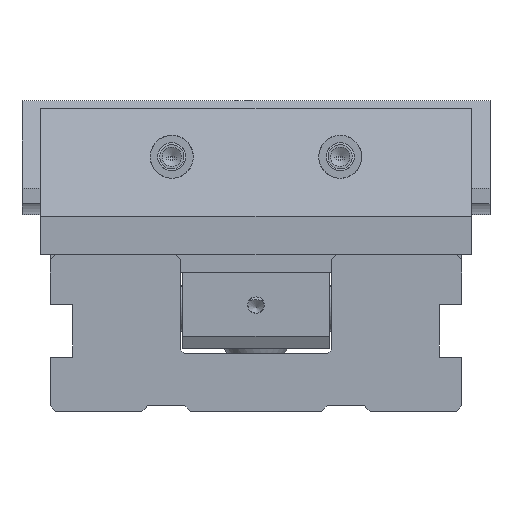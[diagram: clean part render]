
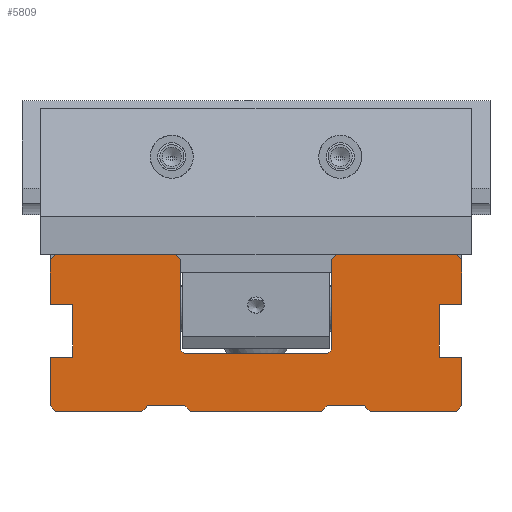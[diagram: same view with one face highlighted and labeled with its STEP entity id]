
A CAD part, front view. The second image highlights one B-rep face of the part: STEP entity #5809.
In plain terms, the highlighted planar face has unit normal (0, -1, 0).
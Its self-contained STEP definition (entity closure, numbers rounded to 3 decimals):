
#655=PLANE('',#7314);
#902=FACE_OUTER_BOUND('',#1278,.T.);
#1278=EDGE_LOOP('',(#2202,#2203,#2204,#2205,#2206,#2207,#2208,#2209,#2210,
#2211,#2212,#2213,#2214,#2215,#2216,#2217,#2218,#2219,#2220,#2221,#2222,
#2223,#2224,#2225,#2226,#2227,#2228,#2229,#2230,#2231,#2232,#2233));
#2202=ORIENTED_EDGE('',*,*,#3739,.T.);
#2203=ORIENTED_EDGE('',*,*,#3826,.T.);
#2204=ORIENTED_EDGE('',*,*,#3744,.T.);
#2205=ORIENTED_EDGE('',*,*,#3796,.F.);
#2206=ORIENTED_EDGE('',*,*,#3794,.F.);
#2207=ORIENTED_EDGE('',*,*,#3792,.F.);
#2208=ORIENTED_EDGE('',*,*,#3716,.T.);
#2209=ORIENTED_EDGE('',*,*,#3843,.T.);
#2210=ORIENTED_EDGE('',*,*,#3839,.T.);
#2211=ORIENTED_EDGE('',*,*,#3844,.T.);
#2212=ORIENTED_EDGE('',*,*,#3760,.F.);
#2213=ORIENTED_EDGE('',*,*,#3845,.T.);
#2214=ORIENTED_EDGE('',*,*,#3783,.F.);
#2215=ORIENTED_EDGE('',*,*,#3846,.T.);
#2216=ORIENTED_EDGE('',*,*,#3752,.T.);
#2217=ORIENTED_EDGE('',*,*,#3847,.T.);
#2218=ORIENTED_EDGE('',*,*,#3833,.T.);
#2219=ORIENTED_EDGE('',*,*,#3848,.T.);
#2220=ORIENTED_EDGE('',*,*,#3689,.F.);
#2221=ORIENTED_EDGE('',*,*,#3811,.F.);
#2222=ORIENTED_EDGE('',*,*,#3814,.F.);
#2223=ORIENTED_EDGE('',*,*,#3815,.F.);
#2224=ORIENTED_EDGE('',*,*,#3733,.F.);
#2225=ORIENTED_EDGE('',*,*,#3827,.T.);
#2226=ORIENTED_EDGE('',*,*,#3708,.T.);
#2227=ORIENTED_EDGE('',*,*,#3829,.T.);
#2228=ORIENTED_EDGE('',*,*,#3803,.F.);
#2229=ORIENTED_EDGE('',*,*,#3807,.T.);
#2230=ORIENTED_EDGE('',*,*,#3696,.T.);
#2231=ORIENTED_EDGE('',*,*,#3801,.T.);
#2232=ORIENTED_EDGE('',*,*,#3799,.F.);
#2233=ORIENTED_EDGE('',*,*,#3849,.T.);
#3689=EDGE_CURVE('',#6544,#6545,#4525,.T.);
#3696=EDGE_CURVE('',#6549,#6550,#4532,.T.);
#3708=EDGE_CURVE('',#6557,#6560,#4538,.T.);
#3716=EDGE_CURVE('',#6561,#6568,#4546,.T.);
#3733=EDGE_CURVE('',#6584,#6583,#4557,.T.);
#3739=EDGE_CURVE('',#6590,#6589,#4559,.T.);
#3744=EDGE_CURVE('',#6592,#6593,#4563,.T.);
#3752=EDGE_CURVE('',#6602,#6601,#4571,.T.);
#3760=EDGE_CURVE('',#6609,#6610,#4579,.T.);
#3783=EDGE_CURVE('',#6627,#6628,#4593,.T.);
#3792=EDGE_CURVE('',#6561,#6632,#4601,.T.);
#3794=EDGE_CURVE('',#6632,#6634,#4603,.T.);
#3796=EDGE_CURVE('',#6634,#6593,#4605,.T.);
#3799=EDGE_CURVE('',#6636,#6637,#4607,.T.);
#3801=EDGE_CURVE('',#6550,#6637,#4609,.T.);
#3803=EDGE_CURVE('',#6638,#6639,#4611,.T.);
#3807=EDGE_CURVE('',#6638,#6549,#4614,.T.);
#3811=EDGE_CURVE('',#6643,#6544,#4617,.T.);
#3814=EDGE_CURVE('',#6644,#6643,#4620,.T.);
#3815=EDGE_CURVE('',#6583,#6644,#4621,.T.);
#3826=EDGE_CURVE('',#6589,#6592,#4632,.T.);
#3827=EDGE_CURVE('',#6584,#6557,#4633,.T.);
#3829=EDGE_CURVE('',#6560,#6639,#4634,.T.);
#3833=EDGE_CURVE('',#6648,#6647,#4637,.T.);
#3839=EDGE_CURVE('',#6649,#6650,#4643,.T.);
#3843=EDGE_CURVE('',#6568,#6649,#4647,.T.);
#3844=EDGE_CURVE('',#6650,#6610,#4648,.T.);
#3845=EDGE_CURVE('',#6609,#6628,#4649,.T.);
#3846=EDGE_CURVE('',#6627,#6602,#4650,.T.);
#3847=EDGE_CURVE('',#6601,#6648,#4651,.T.);
#3848=EDGE_CURVE('',#6647,#6545,#4652,.T.);
#3849=EDGE_CURVE('',#6636,#6590,#4653,.T.);
#4525=LINE('',#10455,#5133);
#4532=LINE('',#10469,#5140);
#4538=LINE('',#10493,#5146);
#4546=LINE('',#10510,#5154);
#4557=LINE('',#10546,#5165);
#4559=LINE('',#10558,#5167);
#4563=LINE('',#10568,#5171);
#4571=LINE('',#10585,#5179);
#4579=LINE('',#10602,#5187);
#4593=LINE('',#10647,#5201);
#4601=LINE('',#10664,#5209);
#4603=LINE('',#10667,#5211);
#4605=LINE('',#10671,#5213);
#4607=LINE('',#10677,#5215);
#4609=LINE('',#10681,#5217);
#4611=LINE('',#10685,#5219);
#4614=LINE('',#10693,#5222);
#4617=LINE('',#10701,#5225);
#4620=LINE('',#10706,#5228);
#4621=LINE('',#10708,#5229);
#4632=LINE('',#10726,#5240);
#4633=LINE('',#10728,#5241);
#4634=LINE('',#10731,#5242);
#4637=LINE('',#10740,#5245);
#4643=LINE('',#10751,#5251);
#4647=LINE('',#10760,#5255);
#4648=LINE('',#10761,#5256);
#4649=LINE('',#10762,#5257);
#4650=LINE('',#10763,#5258);
#4651=LINE('',#10764,#5259);
#4652=LINE('',#10765,#5260);
#4653=LINE('',#10766,#5261);
#5133=VECTOR('',#8158,1.);
#5140=VECTOR('',#8167,1.);
#5146=VECTOR('',#8189,1.);
#5154=VECTOR('',#8199,1.);
#5165=VECTOR('',#8228,1.);
#5167=VECTOR('',#8240,1.);
#5171=VECTOR('',#8248,1.);
#5179=VECTOR('',#8258,1.);
#5187=VECTOR('',#8268,1.);
#5201=VECTOR('',#8308,1.);
#5209=VECTOR('',#8322,1.);
#5211=VECTOR('',#8326,1.);
#5213=VECTOR('',#8330,1.);
#5215=VECTOR('',#8336,1.);
#5217=VECTOR('',#8340,1.);
#5219=VECTOR('',#8344,1.);
#5222=VECTOR('',#8351,1.);
#5225=VECTOR('',#8360,1.);
#5228=VECTOR('',#8365,1.);
#5229=VECTOR('',#8368,1.);
#5240=VECTOR('',#8393,1.);
#5241=VECTOR('',#8396,1.);
#5242=VECTOR('',#8401,1.);
#5245=VECTOR('',#8410,1.);
#5251=VECTOR('',#8424,1.);
#5255=VECTOR('',#8430,1.);
#5256=VECTOR('',#8431,1.);
#5257=VECTOR('',#8432,1.);
#5258=VECTOR('',#8433,1.);
#5259=VECTOR('',#8434,1.);
#5260=VECTOR('',#8435,1.);
#5261=VECTOR('',#8436,1.);
#5809=ADVANCED_FACE('',(#902),#655,.T.);
#6544=VERTEX_POINT('',#10454);
#6545=VERTEX_POINT('',#10456);
#6549=VERTEX_POINT('',#10466);
#6550=VERTEX_POINT('',#10468);
#6557=VERTEX_POINT('',#10486);
#6560=VERTEX_POINT('',#10492);
#6561=VERTEX_POINT('',#10496);
#6568=VERTEX_POINT('',#10509);
#6583=VERTEX_POINT('',#10543);
#6584=VERTEX_POINT('',#10545);
#6589=VERTEX_POINT('',#10557);
#6590=VERTEX_POINT('',#10559);
#6592=VERTEX_POINT('',#10565);
#6593=VERTEX_POINT('',#10567);
#6601=VERTEX_POINT('',#10584);
#6602=VERTEX_POINT('',#10586);
#6609=VERTEX_POINT('',#10601);
#6610=VERTEX_POINT('',#10603);
#6627=VERTEX_POINT('',#10646);
#6628=VERTEX_POINT('',#10648);
#6632=VERTEX_POINT('',#10661);
#6634=VERTEX_POINT('',#10668);
#6636=VERTEX_POINT('',#10676);
#6637=VERTEX_POINT('',#10678);
#6638=VERTEX_POINT('',#10684);
#6639=VERTEX_POINT('',#10686);
#6643=VERTEX_POINT('',#10700);
#6644=VERTEX_POINT('',#10705);
#6647=VERTEX_POINT('',#10739);
#6648=VERTEX_POINT('',#10741);
#6649=VERTEX_POINT('',#10752);
#6650=VERTEX_POINT('',#10753);
#7314=AXIS2_PLACEMENT_3D('',#10767,#8437,#8438);
#8158=DIRECTION('',(0.,0.,1.));
#8167=DIRECTION('',(1.,0.,0.));
#8189=DIRECTION('',(1.,0.,0.));
#8199=DIRECTION('',(0.,0.,1.));
#8228=DIRECTION('',(0.,0.,1.));
#8240=DIRECTION('',(1.,0.,0.));
#8248=DIRECTION('',(0.,0.,1.));
#8258=DIRECTION('',(0.,0.,1.));
#8268=DIRECTION('',(0.,0.,1.));
#8308=DIRECTION('',(1.,0.,0.));
#8322=DIRECTION('',(-1.,0.,0.));
#8326=DIRECTION('',(0.,0.,-1.));
#8330=DIRECTION('',(1.,0.,0.));
#8336=DIRECTION('',(-1.,0.,0.));
#8340=DIRECTION('',(0.707,0.,0.707));
#8344=DIRECTION('',(-1.,0.,0.));
#8351=DIRECTION('',(0.707,0.,-0.707));
#8360=DIRECTION('',(-1.,0.,0.));
#8365=DIRECTION('',(0.,0.,1.));
#8368=DIRECTION('',(1.,0.,0.));
#8393=DIRECTION('',(0.707,0.,0.707));
#8396=DIRECTION('',(0.707,0.,-0.707));
#8401=DIRECTION('',(0.707,0.,0.707));
#8410=DIRECTION('',(-1.,0.,0.));
#8424=DIRECTION('',(-1.,0.,0.));
#8430=DIRECTION('',(-0.707,0.,0.707));
#8431=DIRECTION('',(-0.707,0.,-0.707));
#8432=DIRECTION('',(-0.707,0.,-0.707));
#8433=DIRECTION('',(-0.707,0.,0.707));
#8434=DIRECTION('',(-0.707,0.,0.707));
#8435=DIRECTION('',(-0.707,0.,-0.707));
#8436=DIRECTION('',(0.707,0.,-0.707));
#8437=DIRECTION('',(0.,-1.,0.));
#8438=DIRECTION('',(0.,0.,-1.));
#10454=CARTESIAN_POINT('',(0.,0.,28.5));
#10455=CARTESIAN_POINT('',(0.,0.,0.));
#10456=CARTESIAN_POINT('',(0.,0.,40.5));
#10466=CARTESIAN_POINT('',(37.5,0.,0.));
#10468=CARTESIAN_POINT('',(72.5,0.,0.));
#10469=CARTESIAN_POINT('',(55.,0.,0.));
#10486=CARTESIAN_POINT('',(1.5,0.,0.));
#10492=CARTESIAN_POINT('',(24.5,0.,0.));
#10493=CARTESIAN_POINT('',(55.,0.,0.));
#10496=CARTESIAN_POINT('',(110.,0.,28.5));
#10509=CARTESIAN_POINT('',(110.,0.,40.5));
#10510=CARTESIAN_POINT('',(110.,0.,0.));
#10543=CARTESIAN_POINT('',(0.,0.,14.5));
#10545=CARTESIAN_POINT('',(0.,0.,1.5));
#10546=CARTESIAN_POINT('',(0.,0.,0.));
#10557=CARTESIAN_POINT('',(108.5,0.,0.));
#10558=CARTESIAN_POINT('',(55.,0.,0.));
#10559=CARTESIAN_POINT('',(85.5,0.,0.));
#10565=CARTESIAN_POINT('',(110.,0.,1.5));
#10567=CARTESIAN_POINT('',(110.,0.,14.5));
#10568=CARTESIAN_POINT('',(110.,0.,0.));
#10584=CARTESIAN_POINT('',(34.85,0.,40.5));
#10585=CARTESIAN_POINT('',(34.85,0.,42.));
#10586=CARTESIAN_POINT('',(34.85,0.,16.4));
#10601=CARTESIAN_POINT('',(75.15,0.,16.4));
#10602=CARTESIAN_POINT('',(75.15,0.,21.));
#10603=CARTESIAN_POINT('',(75.15,0.,40.5));
#10646=CARTESIAN_POINT('',(35.85,0.,15.4));
#10647=CARTESIAN_POINT('',(55.,0.,15.4));
#10648=CARTESIAN_POINT('',(74.15,0.,15.4));
#10661=CARTESIAN_POINT('',(104.,0.,28.5));
#10664=CARTESIAN_POINT('',(55.,0.,28.5));
#10667=CARTESIAN_POINT('',(104.,0.,0.));
#10668=CARTESIAN_POINT('',(104.,0.,14.5));
#10671=CARTESIAN_POINT('',(55.,0.,14.5));
#10676=CARTESIAN_POINT('',(84.,0.,1.5));
#10677=CARTESIAN_POINT('',(55.,0.,1.5));
#10678=CARTESIAN_POINT('',(74.,0.,1.5));
#10681=CARTESIAN_POINT('',(72.5,0.,0.));
#10684=CARTESIAN_POINT('',(36.,0.,1.5));
#10685=CARTESIAN_POINT('',(55.,0.,1.5));
#10686=CARTESIAN_POINT('',(26.,0.,1.5));
#10693=CARTESIAN_POINT('',(36.,0.,1.5));
#10700=CARTESIAN_POINT('',(6.,0.,28.5));
#10701=CARTESIAN_POINT('',(55.,0.,28.5));
#10705=CARTESIAN_POINT('',(6.,0.,14.5));
#10706=CARTESIAN_POINT('',(6.,0.,0.));
#10708=CARTESIAN_POINT('',(55.,0.,14.5));
#10726=CARTESIAN_POINT('',(81.75,0.,-26.75));
#10728=CARTESIAN_POINT('',(28.25,0.,-26.75));
#10731=CARTESIAN_POINT('',(39.75,0.,15.25));
#10739=CARTESIAN_POINT('',(1.5,0.,42.));
#10740=CARTESIAN_POINT('',(55.,0.,42.));
#10741=CARTESIAN_POINT('',(33.35,0.,42.));
#10751=CARTESIAN_POINT('',(55.,0.,42.));
#10752=CARTESIAN_POINT('',(108.5,0.,42.));
#10753=CARTESIAN_POINT('',(76.65,0.,42.));
#10760=CARTESIAN_POINT('',(102.75,0.,47.75));
#10761=CARTESIAN_POINT('',(44.825,0.,10.175));
#10762=CARTESIAN_POINT('',(74.15,0.,15.4));
#10763=CARTESIAN_POINT('',(34.85,0.,16.4));
#10764=CARTESIAN_POINT('',(65.175,0.,10.175));
#10765=CARTESIAN_POINT('',(7.25,0.,47.75));
#10766=CARTESIAN_POINT('',(70.25,0.,15.25));
#10767=CARTESIAN_POINT('',(55.,0.,0.));
